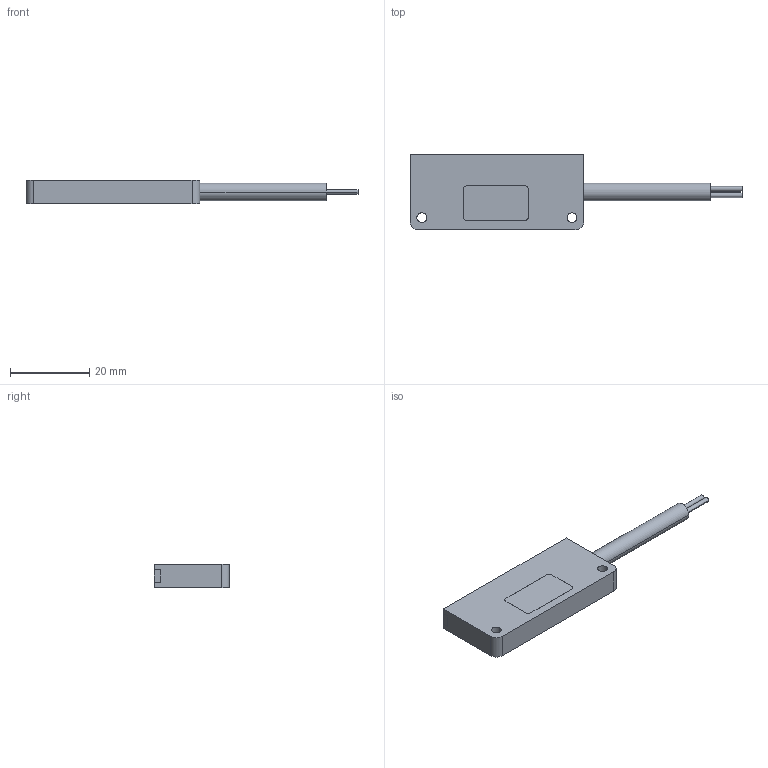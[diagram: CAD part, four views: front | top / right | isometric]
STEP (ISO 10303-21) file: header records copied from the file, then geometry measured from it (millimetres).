
FILE_DESCRIPTION((''),'2;1');
FILE_NAME('PT-35ML','2019-11-20T',('Gavin'),(''),'PRO/ENGINEER BY PARAMETRIC TECHNOLOGY CORPORATION, 2009440','PRO/ENGINEER BY PARAMETRIC TECHNOLOGY CORPORATION, 2009440','');
FILE_SCHEMA(('CONFIG_CONTROL_DESIGN'));
Length unit declared in the file: millimetre
Products named in the file (1): PT-35ML
Bounding box: 84 x 19 x 6 mm (x, y, z)
Volume: 5225.3 mm3; surface area: 3611.4 mm2
Topology: 1 solids, 1 shells, 192 faces, 402 edges, 268 vertices
Faces by surface type: cylinder 120, plane 72
Entity records: 5292 total; most frequent: DIRECTION 1026, CARTESIAN_POINT 862, ORIENTED_EDGE 804, AXIS2_PLACEMENT_3D 432, EDGE_CURVE 402, VERTEX_POINT 268, EDGE_LOOP 252, CIRCLE 240
